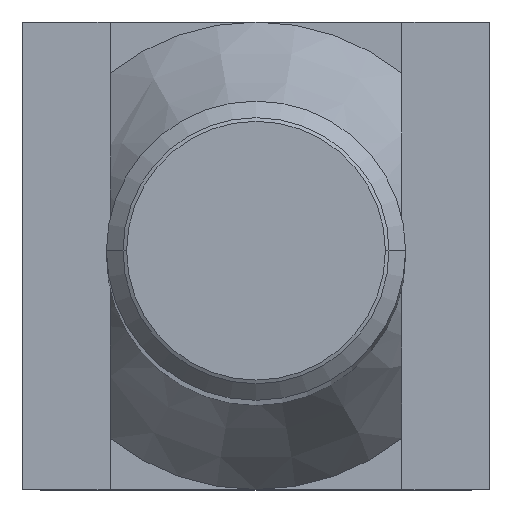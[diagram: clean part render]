
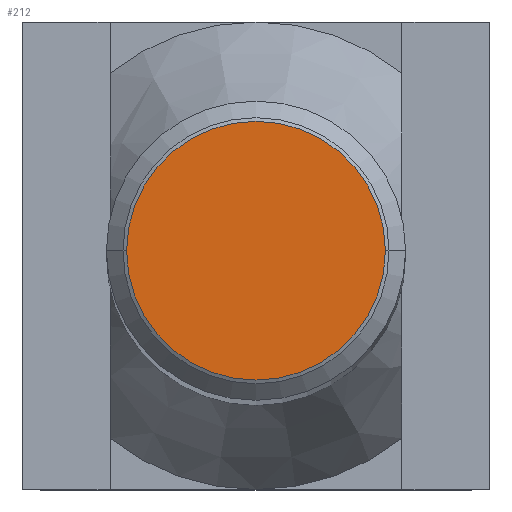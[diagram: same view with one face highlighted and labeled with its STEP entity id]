
A CAD part, top view. The second image highlights one B-rep face of the part: STEP entity #212.
In plain terms, the highlighted planar face has unit normal (0, 0, 1).
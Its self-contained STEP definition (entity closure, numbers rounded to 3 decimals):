
#212=ADVANCED_FACE('',(#475),#476,.T.);
#266=EDGE_CURVE('',#318,#378,#535,.T.);
#284=EDGE_CURVE('',#378,#318,#555,.T.);
#318=VERTEX_POINT('',#594);
#378=VERTEX_POINT('',#660);
#475=FACE_OUTER_BOUND('',#774,.T.);
#476=PLANE('',#775);
#535=CIRCLE('',#869,6.917);
#555=CIRCLE('',#901,6.917);
#594=CARTESIAN_POINT('',(-6.917,0.,160.0));
#660=CARTESIAN_POINT('',(6.917,0.,160.0));
#774=EDGE_LOOP('',(#1144,#1145));
#775=AXIS2_PLACEMENT_3D('',#1146,#1147,#1148);
#869=AXIS2_PLACEMENT_3D('',#1205,#1206,#1207);
#901=AXIS2_PLACEMENT_3D('',#1228,#1229,#1230);
#1144=ORIENTED_EDGE('',*,*,#284,.T.);
#1145=ORIENTED_EDGE('',*,*,#266,.T.);
#1146=CARTESIAN_POINT('',(-3.5,0.,160.0));
#1147=DIRECTION('',(0.0,0.0,1.0));
#1148=DIRECTION('',(-1.0,0.,0.0));
#1205=CARTESIAN_POINT('',(0.0,0.,160.0));
#1206=DIRECTION('',(0.0,-0.0,1.0));
#1207=DIRECTION('',(1.0,0.,0.0));
#1228=CARTESIAN_POINT('',(0.0,0.,160.0));
#1229=DIRECTION('',(0.0,-0.0,1.0));
#1230=DIRECTION('',(1.0,0.,0.0));
